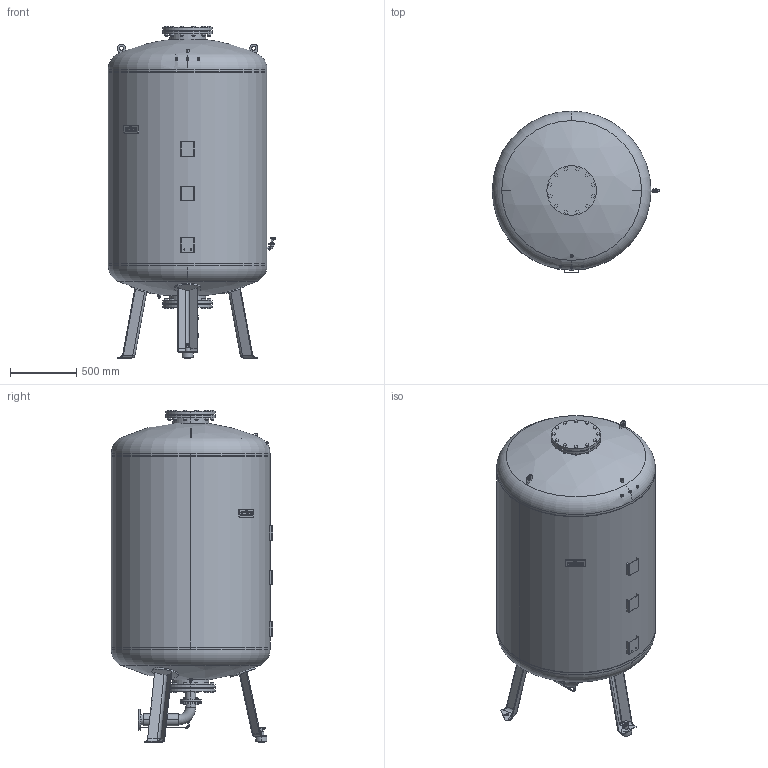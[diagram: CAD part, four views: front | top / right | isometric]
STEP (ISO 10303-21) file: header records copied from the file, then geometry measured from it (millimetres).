
FILE_DESCRIPTION((''),'2;1');
FILE_NAME('3d_RG2000_10bar-7650405.stp','2010-09-15T12:58:10',(''),(''),'Mechanical Desktop 2009','Mechanical Desktop 2009',', , ');
FILE_SCHEMA(('CONFIG_CONTROL_DESIGN'));
Length unit declared in the file: millimetre
Products named in the file (1): Product
Bounding box: 1266 x 1220 x 2510 mm (x, y, z)
Volume: 2048217514.9 mm3; surface area: 15382686.9 mm2
Topology: 33 solids, 33 shells, 1189 faces, 2844 edges, 1825 vertices
Faces by surface type: plane 677, cylinder 280, cone 100, bspline 91, torus 22, sphere 19
Entity records: 36711 total; most frequent: CARTESIAN_POINT 8613, DIRECTION 5855, ORIENTED_EDGE 5640, EDGE_CURVE 2820, AXIS2_PLACEMENT_3D 1989, VECTOR 1877, LINE 1877, VERTEX_POINT 1825
